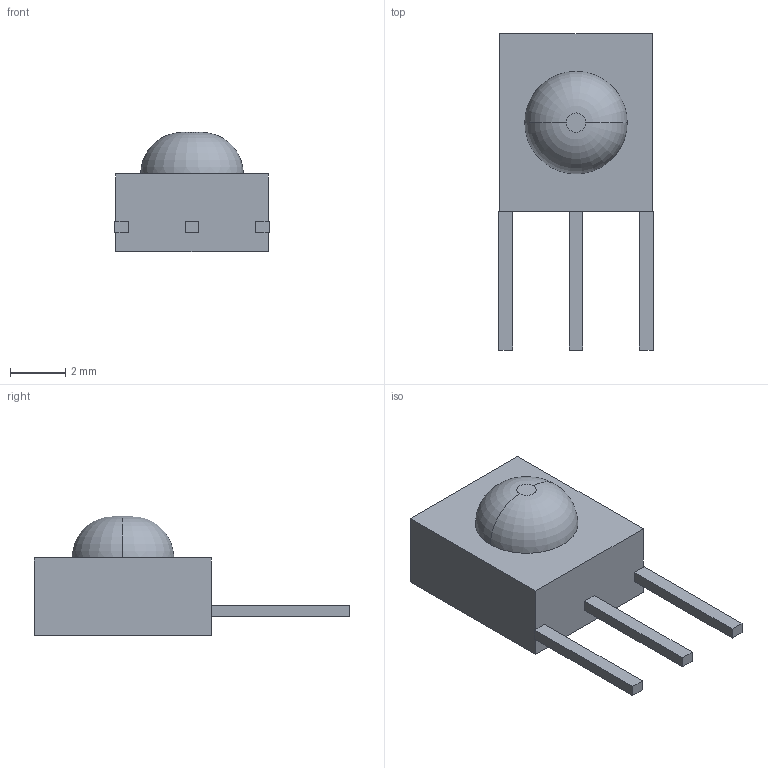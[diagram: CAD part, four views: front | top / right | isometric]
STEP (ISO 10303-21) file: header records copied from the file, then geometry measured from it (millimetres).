
FILE_DESCRIPTION (( 'STEP AP214' ), '1' );
FILE_NAME ('HS0038.STEP', '2025-04-23T14:13:30', ( '' ), ( '' ), 'SwSTEP 2.0', 'SolidWorks 2024', '' );
FILE_SCHEMA (( 'AUTOMOTIVE_DESIGN' ));
Length unit declared in the file: millimetre
Products named in the file (1): HS0038
Bounding box: 5.58 x 11.4 x 4.3 mm (x, y, z)
Volume: 113.1 mm3; surface area: 174.2 mm2
Topology: 4 solids, 4 shells, 27 faces, 54 edges, 36 vertices
Faces by surface type: plane 25, torus 2
Entity records: 744 total; most frequent: CARTESIAN_POINT 118, DIRECTION 116, ORIENTED_EDGE 108, EDGE_CURVE 54, LINE 48, VECTOR 48, VERTEX_POINT 36, AXIS2_PLACEMENT_3D 34
